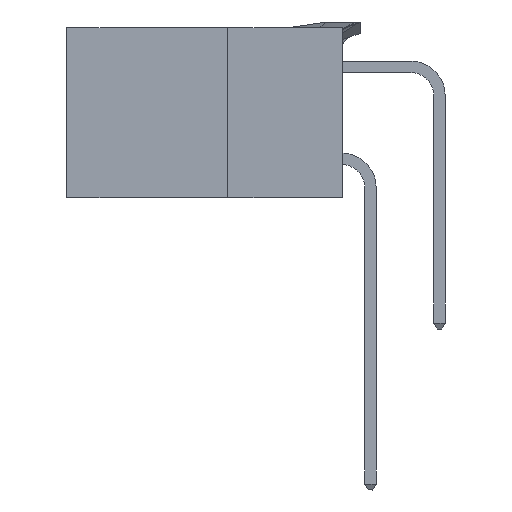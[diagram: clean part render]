
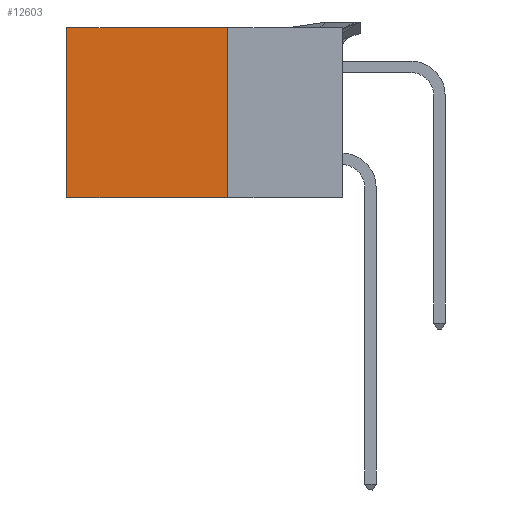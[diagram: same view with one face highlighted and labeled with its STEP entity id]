
A CAD part, left-side view. The second image highlights one B-rep face of the part: STEP entity #12603.
In plain terms, the highlighted planar face has unit normal (-1, 0, 0).
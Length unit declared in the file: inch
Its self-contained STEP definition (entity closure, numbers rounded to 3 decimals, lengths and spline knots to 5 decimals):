
#1145 = FACE_OUTER_BOUND ( 'NONE', #14634, .T. ) ;
#2667 = ORIENTED_EDGE ( 'NONE', *, *, #28065, .F. ) ;
#4313 = CARTESIAN_POINT ( 'NONE',  ( 0.2615, 0.25, -0.37 ) ) ;
#6006 = CARTESIAN_POINT ( 'NONE',  ( 0.2615, 0.25, -0.37 ) ) ;
#6616 = EDGE_CURVE ( 'NONE', #19218, #9066, #7613, .T. ) ;
#7124 = LINE ( 'NONE', #16181, #17821 ) ;
#7613 = LINE ( 'NONE', #9687, #22012 ) ;
#9066 = VERTEX_POINT ( 'NONE', #28356 ) ;
#9255 = ORIENTED_EDGE ( 'NONE', *, *, #14471, .F. ) ;
#9322 = AXIS2_PLACEMENT_3D ( 'NONE', #14962, #10207, #10348 ) ;
#9687 = CARTESIAN_POINT ( 'NONE',  ( 0.2615, 0.25, 0. ) ) ;
#10207 = DIRECTION ( 'NONE',  ( 1., 0., 0. ) ) ;
#10348 = DIRECTION ( 'NONE',  ( 0., 0., -1. ) ) ;
#10905 = EDGE_CURVE ( 'NONE', #9066, #15835, #7124, .T. ) ;
#12603 = ADVANCED_FACE ( 'NONE', ( #1145 ), #23741, .F. ) ;
#13540 = CARTESIAN_POINT ( 'NONE',  ( 0.2615, 0.6, -0.37 ) ) ;
#14471 = EDGE_CURVE ( 'NONE', #19218, #26068, #22313, .T. ) ;
#14634 = EDGE_LOOP ( 'NONE', ( #20274, #2667, #9255, #16475 ) ) ;
#14962 = CARTESIAN_POINT ( 'NONE',  ( 0.2615, 0.25, -0.37 ) ) ;
#15769 = VECTOR ( 'NONE', #26670, 39.37008 ) ;
#15835 = VERTEX_POINT ( 'NONE', #13540 ) ;
#16181 = CARTESIAN_POINT ( 'NONE',  ( 0.2615, 0.6, -0.37 ) ) ;
#16324 = CARTESIAN_POINT ( 'NONE',  ( 0.2615, 0.25, 0. ) ) ;
#16475 = ORIENTED_EDGE ( 'NONE', *, *, #6616, .T. ) ;
#16680 = DIRECTION ( 'NONE',  ( 0., 1., 0. ) ) ;
#17821 = VECTOR ( 'NONE', #23168, 39.37008 ) ;
#19076 = CARTESIAN_POINT ( 'NONE',  ( 0.2615, 0.25, -0.37 ) ) ;
#19218 = VERTEX_POINT ( 'NONE', #16324 ) ;
#20274 = ORIENTED_EDGE ( 'NONE', *, *, #10905, .T. ) ;
#22012 = VECTOR ( 'NONE', #16680, 39.37008 ) ;
#22313 = LINE ( 'NONE', #4313, #25541 ) ;
#23168 = DIRECTION ( 'NONE',  ( 0., 0., -1. ) ) ;
#23741 = PLANE ( 'NONE',  #9322 ) ;
#25541 = VECTOR ( 'NONE', #27207, 39.37008 ) ;
#26068 = VERTEX_POINT ( 'NONE', #19076 ) ;
#26392 = LINE ( 'NONE', #6006, #15769 ) ;
#26670 = DIRECTION ( 'NONE',  ( 0., 1., 0. ) ) ;
#27207 = DIRECTION ( 'NONE',  ( 0., 0., -1. ) ) ;
#28065 = EDGE_CURVE ( 'NONE', #26068, #15835, #26392, .T. ) ;
#28356 = CARTESIAN_POINT ( 'NONE',  ( 0.2615, 0.6, 0. ) ) ;
